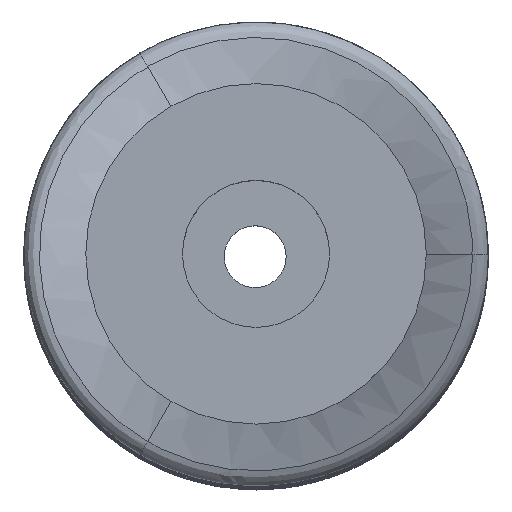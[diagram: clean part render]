
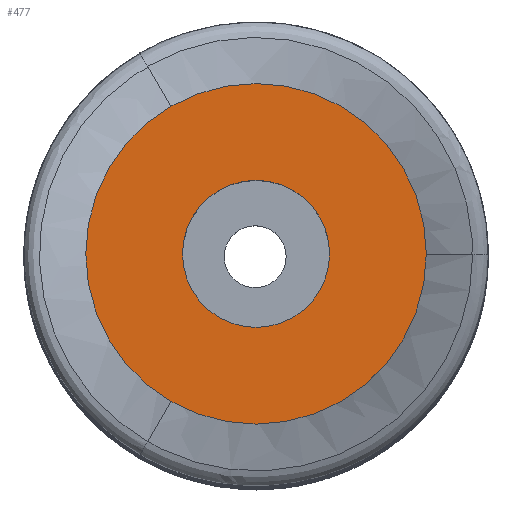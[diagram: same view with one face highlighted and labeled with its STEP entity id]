
A CAD part, top view. The second image highlights one B-rep face of the part: STEP entity #477.
In plain terms, the highlighted planar face has unit normal (0, 0, 1).
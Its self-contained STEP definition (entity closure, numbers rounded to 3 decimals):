
#114=PLANE('',#526);
#130=FACE_BOUND('',#183,.T.);
#140=FACE_OUTER_BOUND('',#182,.T.);
#182=EDGE_LOOP('',(#346));
#183=EDGE_LOOP('',(#347));
#212=CIRCLE('',#512,2.375);
#219=CIRCLE('',#525,5.5);
#222=VERTEX_POINT('',#673);
#229=VERTEX_POINT('',#693);
#268=EDGE_CURVE('',#222,#222,#212,.T.);
#275=EDGE_CURVE('',#229,#229,#219,.F.);
#346=ORIENTED_EDGE('',*,*,#275,.T.);
#347=ORIENTED_EDGE('',*,*,#268,.T.);
#477=ADVANCED_FACE('',(#140,#130),#114,.T.);
#512=AXIS2_PLACEMENT_3D('',#674,#562,#563);
#525=AXIS2_PLACEMENT_3D('',#694,#588,#589);
#526=AXIS2_PLACEMENT_3D('',#695,#590,#591);
#562=DIRECTION('center_axis',(0.,0.,-1.));
#563=DIRECTION('ref_axis',(0.,1.,0.));
#588=DIRECTION('center_axis',(0.,0.,-1.));
#589=DIRECTION('ref_axis',(1.,0.,0.));
#590=DIRECTION('center_axis',(0.,0.,1.));
#591=DIRECTION('ref_axis',(1.,0.,0.));
#673=CARTESIAN_POINT('',(0.,2.375,75.));
#674=CARTESIAN_POINT('Origin',(0.,0.,75.));
#693=CARTESIAN_POINT('',(-5.5,0.,75.));
#694=CARTESIAN_POINT('Origin',(0.,0.,75.));
#695=CARTESIAN_POINT('Origin',(0.,0.,75.));
